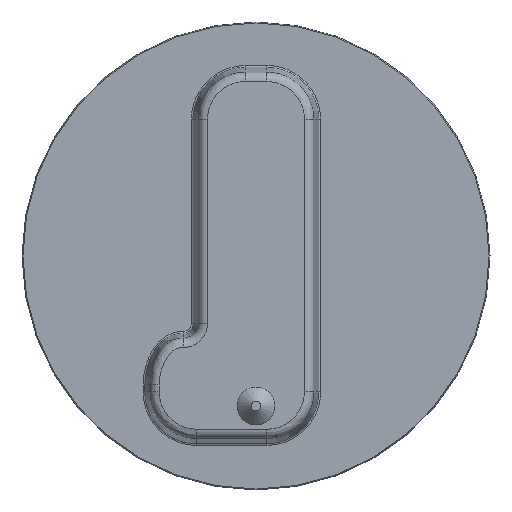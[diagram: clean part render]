
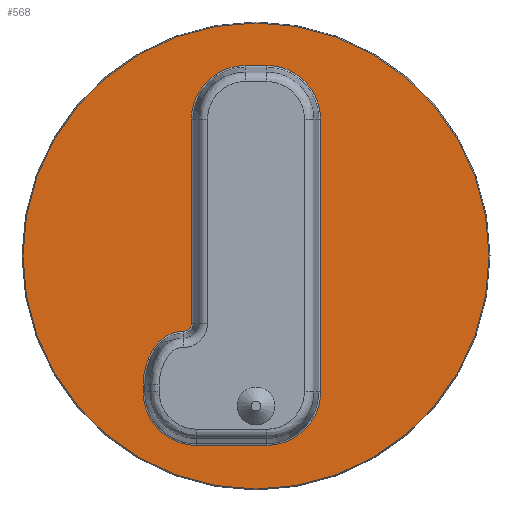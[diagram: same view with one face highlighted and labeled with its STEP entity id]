
A CAD part, top view. The second image highlights one B-rep face of the part: STEP entity #568.
In plain terms, the highlighted planar face has unit normal (0, 0, 1).
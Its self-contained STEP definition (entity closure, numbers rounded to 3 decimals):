
#42=FACE_BOUND('',#115,.T.);
#44=B_SPLINE_CURVE_WITH_KNOTS('',3,(#842,#843,#844,#845,#846,#847,#848),
 .UNSPECIFIED.,.F.,.F.,(4,1,1,1,4),(-0.895,-0.639,
-0.511,-0.256,0.),
 .UNSPECIFIED.);
#45=B_SPLINE_CURVE_WITH_KNOTS('',3,(#852,#853,#854,#855,#856,#857,#858),
 .UNSPECIFIED.,.F.,.F.,(4,1,1,1,4),(-0.895,-0.639,
-0.383,-0.256,0.),
 .UNSPECIFIED.);
#46=B_SPLINE_CURVE_WITH_KNOTS('',3,(#862,#863,#864,#865,#866,#867,#868),
 .UNSPECIFIED.,.F.,.F.,(4,1,1,1,4),(-0.895,-0.639,
-0.383,-0.128,0.),
 .UNSPECIFIED.);
#47=B_SPLINE_CURVE_WITH_KNOTS('',3,(#872,#873,#874,#875,#876,#877,#878),
 .UNSPECIFIED.,.F.,.F.,(4,1,1,1,4),(-0.895,-0.639,
-0.383,-0.256,0.),
 .UNSPECIFIED.);
#48=B_SPLINE_CURVE_WITH_KNOTS('',3,(#882,#883,#884,#885,#886,#887,#888,
#889),.UNSPECIFIED.,.F.,.F.,(4,1,1,1,1,4),(-0.793,-0.708,
-0.68,-0.453,-0.227,0.),
 .UNSPECIFIED.);
#64=PLANE('',#625);
#74=FACE_OUTER_BOUND('',#114,.T.);
#114=EDGE_LOOP('',(#396));
#115=EDGE_LOOP('',(#397,#398,#399,#400,#401,#402,#403,#404,#405,#406,#407));
#156=LINE('',#840,#190);
#157=LINE('',#850,#191);
#158=LINE('',#860,#192);
#159=LINE('',#870,#193);
#160=LINE('',#880,#194);
#190=VECTOR('',#691,10.);
#191=VECTOR('',#692,10.);
#192=VECTOR('',#693,10.);
#193=VECTOR('',#694,10.);
#194=VECTOR('',#695,10.);
#223=CIRCLE('',#622,24.75);
#226=CIRCLE('',#626,0.832);
#255=VERTEX_POINT('',#830);
#258=VERTEX_POINT('',#838);
#259=VERTEX_POINT('',#839);
#260=VERTEX_POINT('',#841);
#261=VERTEX_POINT('',#849);
#262=VERTEX_POINT('',#851);
#263=VERTEX_POINT('',#859);
#264=VERTEX_POINT('',#861);
#265=VERTEX_POINT('',#869);
#266=VERTEX_POINT('',#871);
#267=VERTEX_POINT('',#879);
#268=VERTEX_POINT('',#881);
#305=EDGE_CURVE('',#255,#255,#223,.T.);
#309=EDGE_CURVE('',#258,#259,#156,.T.);
#310=EDGE_CURVE('',#260,#258,#44,.T.);
#311=EDGE_CURVE('',#261,#260,#157,.T.);
#312=EDGE_CURVE('',#262,#261,#45,.T.);
#313=EDGE_CURVE('',#263,#262,#158,.T.);
#314=EDGE_CURVE('',#264,#263,#46,.T.);
#315=EDGE_CURVE('',#265,#264,#159,.T.);
#316=EDGE_CURVE('',#266,#265,#47,.T.);
#317=EDGE_CURVE('',#267,#266,#160,.T.);
#318=EDGE_CURVE('',#268,#267,#48,.T.);
#319=EDGE_CURVE('',#259,#268,#226,.T.);
#396=ORIENTED_EDGE('',*,*,#305,.F.);
#397=ORIENTED_EDGE('',*,*,#309,.F.);
#398=ORIENTED_EDGE('',*,*,#310,.F.);
#399=ORIENTED_EDGE('',*,*,#311,.F.);
#400=ORIENTED_EDGE('',*,*,#312,.F.);
#401=ORIENTED_EDGE('',*,*,#313,.F.);
#402=ORIENTED_EDGE('',*,*,#314,.F.);
#403=ORIENTED_EDGE('',*,*,#315,.F.);
#404=ORIENTED_EDGE('',*,*,#316,.F.);
#405=ORIENTED_EDGE('',*,*,#317,.F.);
#406=ORIENTED_EDGE('',*,*,#318,.F.);
#407=ORIENTED_EDGE('',*,*,#319,.F.);
#568=ADVANCED_FACE('',(#74,#42),#64,.T.);
#622=AXIS2_PLACEMENT_3D('',#831,#682,#683);
#625=AXIS2_PLACEMENT_3D('',#837,#689,#690);
#626=AXIS2_PLACEMENT_3D('',#890,#696,#697);
#682=DIRECTION('center_axis',(0.,0.,-1.));
#683=DIRECTION('ref_axis',(-1.,0.,0.));
#689=DIRECTION('center_axis',(0.,0.,1.));
#690=DIRECTION('ref_axis',(1.,0.,0.));
#691=DIRECTION('',(0.,-1.,0.));
#692=DIRECTION('',(-1.,0.,0.));
#693=DIRECTION('',(0.,1.,0.));
#694=DIRECTION('',(1.,0.,0.));
#695=DIRECTION('',(0.,-1.,0.));
#696=DIRECTION('center_axis',(0.,0.,-1.));
#697=DIRECTION('ref_axis',(0.707,-0.707,0.));
#830=CARTESIAN_POINT('',(24.75,0.,0.));
#831=CARTESIAN_POINT('Origin',(0.,0.,0.));
#837=CARTESIAN_POINT('Origin',(0.,0.,0.));
#838=CARTESIAN_POINT('',(-6.853,14.531,0.));
#839=CARTESIAN_POINT('',(-6.853,-7.176,0.));
#840=CARTESIAN_POINT('',(-6.853,7.266,0.));
#841=CARTESIAN_POINT('',(-1.16,20.225,0.));
#842=CARTESIAN_POINT('Ctrl Pts',(-1.16,20.225,0.));
#843=CARTESIAN_POINT('Ctrl Pts',(-2.012,20.225,0.));
#844=CARTESIAN_POINT('Ctrl Pts',(-3.293,19.944,0.));
#845=CARTESIAN_POINT('Ctrl Pts',(-5.09,18.779,0.));
#846=CARTESIAN_POINT('Ctrl Pts',(-6.473,17.092,0.));
#847=CARTESIAN_POINT('Ctrl Pts',(-6.853,15.383,0.));
#848=CARTESIAN_POINT('Ctrl Pts',(-6.853,14.531,0.));
#849=CARTESIAN_POINT('',(1.16,20.225,0.));
#850=CARTESIAN_POINT('',(0.58,20.225,0.));
#851=CARTESIAN_POINT('',(6.853,14.532,0.));
#852=CARTESIAN_POINT('Ctrl Pts',(6.853,14.532,0.));
#853=CARTESIAN_POINT('Ctrl Pts',(6.853,15.384,0.));
#854=CARTESIAN_POINT('Ctrl Pts',(6.473,17.092,0.));
#855=CARTESIAN_POINT('Ctrl Pts',(5.091,18.779,0.));
#856=CARTESIAN_POINT('Ctrl Pts',(3.294,19.944,0.));
#857=CARTESIAN_POINT('Ctrl Pts',(2.012,20.225,0.));
#858=CARTESIAN_POINT('Ctrl Pts',(1.16,20.225,0.));
#859=CARTESIAN_POINT('',(6.853,-14.418,0.));
#860=CARTESIAN_POINT('',(6.853,-7.209,0.));
#861=CARTESIAN_POINT('',(1.16,-20.111,0.));
#862=CARTESIAN_POINT('Ctrl Pts',(1.16,-20.111,0.));
#863=CARTESIAN_POINT('Ctrl Pts',(2.012,-20.111,0.));
#864=CARTESIAN_POINT('Ctrl Pts',(3.719,-19.729,0.));
#865=CARTESIAN_POINT('Ctrl Pts',(5.751,-18.075,0.));
#866=CARTESIAN_POINT('Ctrl Pts',(6.728,-16.129,0.));
#867=CARTESIAN_POINT('Ctrl Pts',(6.853,-14.844,0.));
#868=CARTESIAN_POINT('Ctrl Pts',(6.853,-14.418,0.));
#869=CARTESIAN_POINT('',(-6.298,-20.111,0.));
#870=CARTESIAN_POINT('',(-3.149,-20.111,0.));
#871=CARTESIAN_POINT('',(-11.991,-14.418,0.));
#872=CARTESIAN_POINT('Ctrl Pts',(-11.991,-14.418,0.));
#873=CARTESIAN_POINT('Ctrl Pts',(-11.991,-15.27,0.));
#874=CARTESIAN_POINT('Ctrl Pts',(-11.611,-16.978,0.));
#875=CARTESIAN_POINT('Ctrl Pts',(-10.228,-18.665,0.));
#876=CARTESIAN_POINT('Ctrl Pts',(-8.432,-19.831,0.));
#877=CARTESIAN_POINT('Ctrl Pts',(-7.15,-20.111,0.));
#878=CARTESIAN_POINT('Ctrl Pts',(-6.298,-20.111,0.));
#879=CARTESIAN_POINT('',(-11.991,-13.7,0.));
#880=CARTESIAN_POINT('',(-11.991,-6.85,0.));
#881=CARTESIAN_POINT('',(-7.685,-8.008,0.));
#882=CARTESIAN_POINT('Ctrl Pts',(-7.685,-8.008,0.));
#883=CARTESIAN_POINT('Ctrl Pts',(-7.968,-8.008,0.));
#884=CARTESIAN_POINT('Ctrl Pts',(-8.344,-8.045,0.));
#885=CARTESIAN_POINT('Ctrl Pts',(-9.452,-8.324,0.));
#886=CARTESIAN_POINT('Ctrl Pts',(-10.755,-9.366,0.));
#887=CARTESIAN_POINT('Ctrl Pts',(-11.74,-11.444,0.));
#888=CARTESIAN_POINT('Ctrl Pts',(-11.991,-12.945,0.));
#889=CARTESIAN_POINT('Ctrl Pts',(-11.991,-13.7,0.));
#890=CARTESIAN_POINT('Origin',(-7.685,-7.176,0.));
